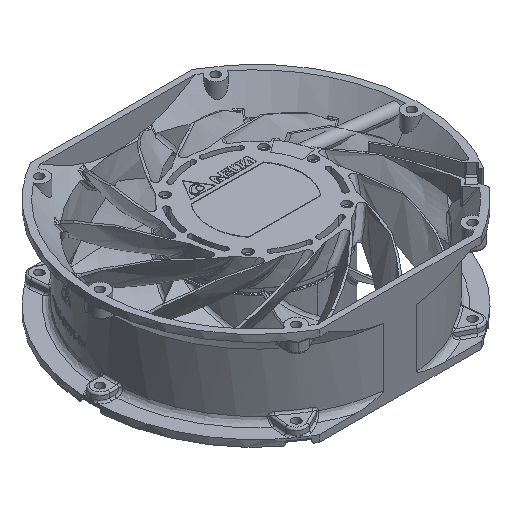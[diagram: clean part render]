
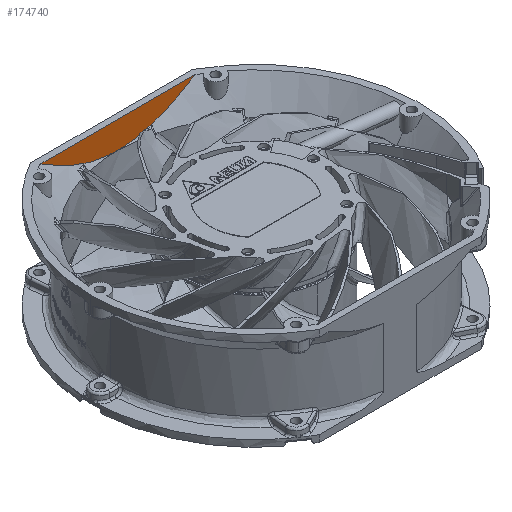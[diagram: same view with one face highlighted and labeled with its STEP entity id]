
A CAD part, isometric view. The second image highlights one B-rep face of the part: STEP entity #174740.
In plain terms, the highlighted planar face has unit normal (0, -1, 0).
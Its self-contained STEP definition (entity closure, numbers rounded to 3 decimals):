
#36837 = FACE_OUTER_BOUND ( 'NONE', #60403, .T. ) ;
#37968 = LINE ( 'NONE', #122091, #79188 ) ;
#43610 = PLANE ( 'NONE',  #76842 ) ;
#43611 = CARTESIAN_POINT ( 'NONE',  ( -40.272, 72., -500000. ) ) ;
#43612 = DIRECTION ( 'NONE',  ( 0., -1., 0. ) ) ;
#43613 = DIRECTION ( 'NONE',  ( 0., 0., -1. ) ) ;
#47051 = CARTESIAN_POINT ( 'NONE',  ( 17.362, 72., -7.802 ) ) ;
#47052 = CARTESIAN_POINT ( 'NONE',  ( 21.444, 72., -6.526 ) ) ;
#47053 = CARTESIAN_POINT ( 'NONE',  ( 25.364, 72., -4.88 ) ) ;
#47054 = CARTESIAN_POINT ( 'NONE',  ( 31.077, 72., -2.02 ) ) ;
#47055 = CARTESIAN_POINT ( 'NONE',  ( 32.952, 72., -1.001 ) ) ;
#47056 = CARTESIAN_POINT ( 'NONE',  ( 35.729, 72., 0.611 ) ) ;
#47057 = CARTESIAN_POINT ( 'NONE',  ( 36.651, 72., 1.163 ) ) ;
#47058 = CARTESIAN_POINT ( 'NONE',  ( 38.475, 72., 2.288 ) ) ;
#47059 = CARTESIAN_POINT ( 'NONE',  ( 39.378, 72., 2.861 ) ) ;
#47060 = CARTESIAN_POINT ( 'NONE',  ( 40.272, 72., 3.443 ) ) ;
#52316 = CARTESIAN_POINT ( 'NONE',  ( -40.272, 72., 3.443 ) ) ;
#52317 = CARTESIAN_POINT ( 'NONE',  ( -38.302, 72., 2.16 ) ) ;
#52318 = CARTESIAN_POINT ( 'NONE',  ( -36.295, 72., 0.925 ) ) ;
#52319 = CARTESIAN_POINT ( 'NONE',  ( -33.216, 72., -0.838 ) ) ;
#52320 = CARTESIAN_POINT ( 'NONE',  ( -32.178, 72., -1.41 ) ) ;
#52321 = CARTESIAN_POINT ( 'NONE',  ( -30.077, 72., -2.522 ) ) ;
#52322 = CARTESIAN_POINT ( 'NONE',  ( -29.011, 72., -3.062 ) ) ;
#52323 = CARTESIAN_POINT ( 'NONE',  ( -23.656, 72., -5.646 ) ) ;
#52324 = CARTESIAN_POINT ( 'NONE',  ( -19.259, 72., -7.357 ) ) ;
#52325 = CARTESIAN_POINT ( 'NONE',  ( -12.43, 72., -9.179 ) ) ;
#52326 = CARTESIAN_POINT ( 'NONE',  ( -10.114, 72., -9.662 ) ) ;
#52327 = CARTESIAN_POINT ( 'NONE',  ( -6.572, 72., -10.167 ) ) ;
#52328 = CARTESIAN_POINT ( 'NONE',  ( -5.376, 72., -10.3 ) ) ;
#52329 = CARTESIAN_POINT ( 'NONE',  ( -2.996, 72., -10.484 ) ) ;
#52330 = CARTESIAN_POINT ( 'NONE',  ( -1.809, 72., -10.536 ) ) ;
#52331 = CARTESIAN_POINT ( 'NONE',  ( 1.745, 72., -10.578 ) ) ;
#52332 = CARTESIAN_POINT ( 'NONE',  ( 4.104, 72., -10.448 ) ) ;
#52333 = CARTESIAN_POINT ( 'NONE',  ( 7.628, 72., -10.029 ) ) ;
#52334 = CARTESIAN_POINT ( 'NONE',  ( 8.8, 72., -9.852 ) ) ;
#52335 = CARTESIAN_POINT ( 'NONE',  ( 11.139, 72., -9.424 ) ) ;
#52336 = CARTESIAN_POINT ( 'NONE',  ( 12.308, 72., -9.173 ) ) ;
#52337 = CARTESIAN_POINT ( 'NONE',  ( 13.471, 72., -8.888 ) ) ;
#60403 = EDGE_LOOP ( 'NONE', ( #172633, #172635, #172637, #172631, #172639, #172641 ) ) ;
#76842 = AXIS2_PLACEMENT_3D ( 'NONE', #43611, #43612, #43613 ) ;
#79188 = VECTOR ( 'NONE', #122092, 1000. ) ;
#90444 = CARTESIAN_POINT ( 'NONE',  ( -40.272, 72., 3.443 ) ) ;
#90445 = CARTESIAN_POINT ( 'NONE',  ( 13.471, 72., -8.888 ) ) ;
#90510 = CARTESIAN_POINT ( 'NONE',  ( 17.362, 72., -7.802 ) ) ;
#90511 = CARTESIAN_POINT ( 'NONE',  ( 40.272, 72., 3.443 ) ) ;
#91442 = EDGE_CURVE ( 'NONE', #179790, #179791, #140461, .T. ) ;
#91489 = EDGE_CURVE ( 'NONE', #179724, #179725, #140510, .T. ) ;
#122091 = CARTESIAN_POINT ( 'NONE',  ( -40.272, 72., 3.443 ) ) ;
#122092 = DIRECTION ( 'NONE',  ( 1., 0., 0. ) ) ;
#140461 = B_SPLINE_CURVE_WITH_KNOTS ( 'NONE', 3,
 ( #47051, #47052, #47053, #47054, #47055, #47056, #47057, #47058, #47059, #47060 ),
 .UNSPECIFIED., .F., .F.,
 ( 4, 2, 2, 2, 4 ),
 ( 0.105, 0.117, 0.124, 0.127, 0.13 ),
 .UNSPECIFIED. ) ;
#140510 = B_SPLINE_CURVE_WITH_KNOTS ( 'NONE', 3,
 ( #52316, #52317, #52318, #52319, #52320, #52321, #52322, #52323, #52324, #52325, #52326, #52327, #52328, #52329, #52330, #52331, #52332, #52333, #52334, #52335, #52336, #52337 ),
 .UNSPECIFIED., .F., .F.,
 ( 4, 2, 2, 2, 2, 2, 2, 2, 2, 2, 4 ),
 ( 0.045, 0.052, 0.055, 0.059, 0.073, 0.08, 0.083, 0.087, 0.094, 0.097, 0.101 ),
 .UNSPECIFIED. ) ;
#153819 = B_SPLINE_CURVE_WITH_KNOTS ( 'NONE', 3,
 ( #177575, #177577, #177578, #177579, #177581, #177582 ),
 .UNSPECIFIED., .F., .F.,
 ( 4, 2, 4 ),
 ( 0., 0.001, 0.002 ),
 .UNSPECIFIED. ) ;
#153829 = B_SPLINE_CURVE_WITH_KNOTS ( 'NONE', 3,
 ( #177630, #177631, #177633, #177634 ),
 .UNSPECIFIED., .F., .F.,
 ( 4, 4 ),
 ( 0., 0.002 ),
 .UNSPECIFIED. ) ;
#153833 = B_SPLINE_CURVE_WITH_KNOTS ( 'NONE', 3,
 ( #177649, #177650, #177652, #177653, #177654, #177656, #177657, #177658 ),
 .UNSPECIFIED., .F., .F.,
 ( 4, 2, 2, 4 ),
 ( 0., 0., 0., 0.001 ),
 .UNSPECIFIED. ) ;
#159071 = EDGE_CURVE ( 'NONE', #193335, #179790, #153819, .T. ) ;
#159077 = EDGE_CURVE ( 'NONE', #193333, #193335, #153829, .T. ) ;
#159081 = EDGE_CURVE ( 'NONE', #179725, #193333, #153833, .T. ) ;
#172631 = ORIENTED_EDGE ( 'NONE', *, *, #159077, .T. ) ;
#172633 = ORIENTED_EDGE ( 'NONE', *, *, #189764, .F. ) ;
#172635 = ORIENTED_EDGE ( 'NONE', *, *, #91489, .T. ) ;
#172637 = ORIENTED_EDGE ( 'NONE', *, *, #159081, .T. ) ;
#172639 = ORIENTED_EDGE ( 'NONE', *, *, #159071, .T. ) ;
#172641 = ORIENTED_EDGE ( 'NONE', *, *, #91442, .T. ) ;
#174740 = ADVANCED_FACE ( 'NONE', ( #36837 ), #43610, .T. ) ;
#177575 = CARTESIAN_POINT ( 'NONE',  ( 15.297, 72., -8.159 ) ) ;
#177577 = CARTESIAN_POINT ( 'NONE',  ( 15.646, 72., -8.13 ) ) ;
#177578 = CARTESIAN_POINT ( 'NONE',  ( 15.994, 72., -8.09 ) ) ;
#177579 = CARTESIAN_POINT ( 'NONE',  ( 16.685, 72., -7.978 ) ) ;
#177581 = CARTESIAN_POINT ( 'NONE',  ( 17.027, 72., -7.907 ) ) ;
#177582 = CARTESIAN_POINT ( 'NONE',  ( 17.362, 72., -7.802 ) ) ;
#177630 = CARTESIAN_POINT ( 'NONE',  ( 13.956, 72., -8.218 ) ) ;
#177631 = CARTESIAN_POINT ( 'NONE',  ( 14.403, 72., -8.214 ) ) ;
#177633 = CARTESIAN_POINT ( 'NONE',  ( 14.851, 72., -8.196 ) ) ;
#177634 = CARTESIAN_POINT ( 'NONE',  ( 15.297, 72., -8.159 ) ) ;
#177649 = CARTESIAN_POINT ( 'NONE',  ( 13.471, 72., -8.888 ) ) ;
#177650 = CARTESIAN_POINT ( 'NONE',  ( 13.542, 72., -8.871 ) ) ;
#177652 = CARTESIAN_POINT ( 'NONE',  ( 13.605, 72., -8.831 ) ) ;
#177653 = CARTESIAN_POINT ( 'NONE',  ( 13.712, 72., -8.736 ) ) ;
#177654 = CARTESIAN_POINT ( 'NONE',  ( 13.758, 72., -8.678 ) ) ;
#177656 = CARTESIAN_POINT ( 'NONE',  ( 13.874, 72., -8.496 ) ) ;
#177657 = CARTESIAN_POINT ( 'NONE',  ( 13.925, 72., -8.359 ) ) ;
#177658 = CARTESIAN_POINT ( 'NONE',  ( 13.956, 72., -8.218 ) ) ;
#179724 = VERTEX_POINT ( 'NONE', #90444 ) ;
#179725 = VERTEX_POINT ( 'NONE', #90445 ) ;
#179790 = VERTEX_POINT ( 'NONE', #90510 ) ;
#179791 = VERTEX_POINT ( 'NONE', #90511 ) ;
#186099 = CARTESIAN_POINT ( 'NONE',  ( 13.956, 72., -8.218 ) ) ;
#186103 = CARTESIAN_POINT ( 'NONE',  ( 15.297, 72., -8.159 ) ) ;
#189764 = EDGE_CURVE ( 'NONE', #179724, #179791, #37968, .T. ) ;
#193333 = VERTEX_POINT ( 'NONE', #186099 ) ;
#193335 = VERTEX_POINT ( 'NONE', #186103 ) ;
